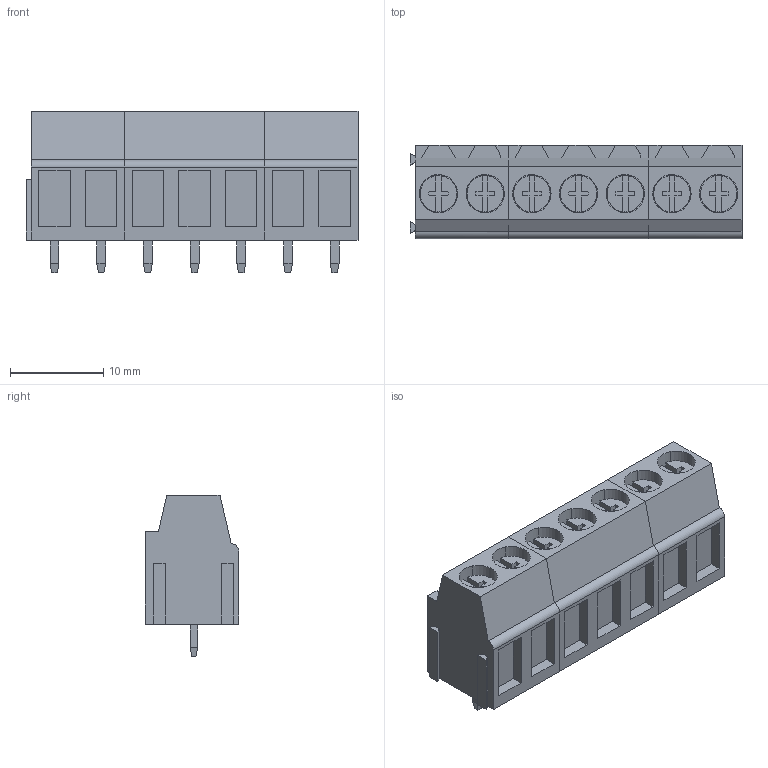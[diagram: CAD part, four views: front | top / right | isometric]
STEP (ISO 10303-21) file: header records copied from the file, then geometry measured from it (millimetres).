
FILE_DESCRIPTION(('CATIA V5 STEP Exchange','CAx-IF Rec.Pracs.--- Model Styling and Organization---1.2---2011-12-15'),'2;1');
FILE_NAME ('D1457411_0_1845330000_1845330000.stp','2018-03-30T13:34:12+00:00',('none'),('Weidmueller'),'CATIA Version 5-6 Release 2014','CATIA V5 STEP AP214','none');
FILE_SCHEMA(('AUTOMOTIVE_DESIGN { 1 0 10303 214 1 1 1 1 }'));
Length unit declared in the file: millimetre
Products named in the file (1): 1845330000
Bounding box: 35.55 x 10 x 17.3 mm (x, y, z)
Volume: 3440.7 mm3; surface area: 4272.5 mm2
Topology: 17 solids, 17 shells, 613 faces, 1646 edges, 1088 vertices
Faces by surface type: plane 512, cylinder 101
Entity records: 18970 total; most frequent: CARTESIAN_POINT 3830, ORIENTED_EDGE 3292, DIRECTION 2751, EDGE_CURVE 1646, VECTOR 1346, LINE 1346, VERTEX_POINT 1088, AXIS2_PLACEMENT_3D 792
